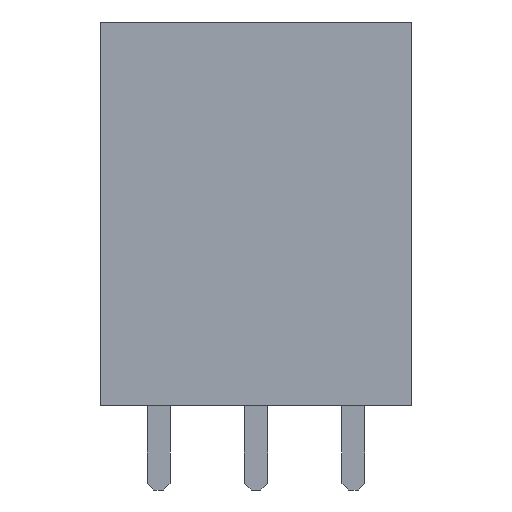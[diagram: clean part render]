
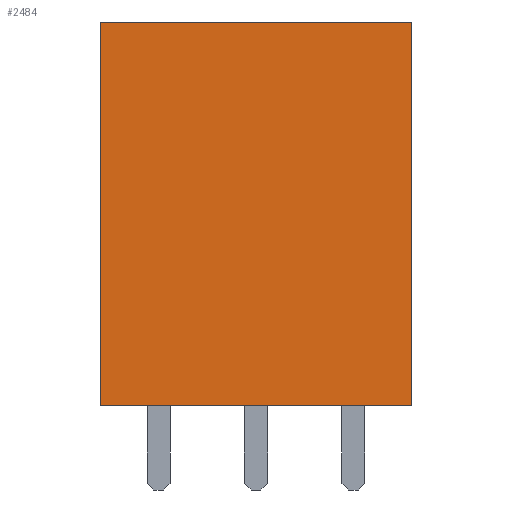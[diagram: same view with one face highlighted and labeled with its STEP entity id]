
A CAD part, front view. The second image highlights one B-rep face of the part: STEP entity #2484.
In plain terms, the highlighted planar face has unit normal (0, -1, 0).
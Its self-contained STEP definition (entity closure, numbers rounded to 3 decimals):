
#118 = DIRECTION ( 'NONE',  ( 0., 0., -1. ) ) ;
#123 = DIRECTION ( 'NONE',  ( -1., 0., 0. ) ) ;
#166 = VECTOR ( 'NONE', #123, 1000. ) ;
#237 = FACE_OUTER_BOUND ( 'NONE', #2074, .T. ) ;
#294 = CARTESIAN_POINT ( 'NONE',  ( 6.6, -1.23, 0. ) ) ;
#392 = LINE ( 'NONE', #2835, #2443 ) ;
#564 = DIRECTION ( 'NONE',  ( 0., 0., 1. ) ) ;
#665 = CARTESIAN_POINT ( 'NONE',  ( 6.6, -1.23, 10. ) ) ;
#673 = CARTESIAN_POINT ( 'NONE',  ( 6.6, -1.23, 10. ) ) ;
#708 = VERTEX_POINT ( 'NONE', #2125 ) ;
#881 = LINE ( 'NONE', #665, #166 ) ;
#1230 = ORIENTED_EDGE ( 'NONE', *, *, #2379, .F. ) ;
#1317 = ORIENTED_EDGE ( 'NONE', *, *, #2424, .F. ) ;
#1341 = EDGE_CURVE ( 'NONE', #1564, #1496, #881, .T. ) ;
#1381 = DIRECTION ( 'NONE',  ( 0., 1., 0. ) ) ;
#1421 = VECTOR ( 'NONE', #2625, 1000. ) ;
#1496 = VERTEX_POINT ( 'NONE', #3234 ) ;
#1499 = VECTOR ( 'NONE', #1631, 1000. ) ;
#1564 = VERTEX_POINT ( 'NONE', #673 ) ;
#1565 = CARTESIAN_POINT ( 'NONE',  ( -1.52, -1.23, 0. ) ) ;
#1631 = DIRECTION ( 'NONE',  ( -1., 0., 0. ) ) ;
#2074 = EDGE_LOOP ( 'NONE', ( #2698, #2153, #1230, #1317 ) ) ;
#2125 = CARTESIAN_POINT ( 'NONE',  ( 6.6, -1.23, 0. ) ) ;
#2153 = ORIENTED_EDGE ( 'NONE', *, *, #3495, .T. ) ;
#2294 = LINE ( 'NONE', #294, #1499 ) ;
#2379 = EDGE_CURVE ( 'NONE', #708, #2716, #2294, .T. ) ;
#2424 = EDGE_CURVE ( 'NONE', #1564, #708, #392, .T. ) ;
#2443 = VECTOR ( 'NONE', #118, 1000. ) ;
#2449 = CARTESIAN_POINT ( 'NONE',  ( 6.6, -1.23, 0. ) ) ;
#2484 = ADVANCED_FACE ( 'NONE', ( #237 ), #2691, .F. ) ;
#2581 = AXIS2_PLACEMENT_3D ( 'NONE', #2449, #1381, #564 ) ;
#2625 = DIRECTION ( 'NONE',  ( 0., 0., -1. ) ) ;
#2691 = PLANE ( 'NONE',  #2581 ) ;
#2698 = ORIENTED_EDGE ( 'NONE', *, *, #1341, .T. ) ;
#2716 = VERTEX_POINT ( 'NONE', #3024 ) ;
#2835 = CARTESIAN_POINT ( 'NONE',  ( 6.6, -1.23, 0. ) ) ;
#3024 = CARTESIAN_POINT ( 'NONE',  ( -1.52, -1.23, 0. ) ) ;
#3234 = CARTESIAN_POINT ( 'NONE',  ( -1.52, -1.23, 10. ) ) ;
#3479 = LINE ( 'NONE', #1565, #1421 ) ;
#3495 = EDGE_CURVE ( 'NONE', #1496, #2716, #3479, .T. ) ;
